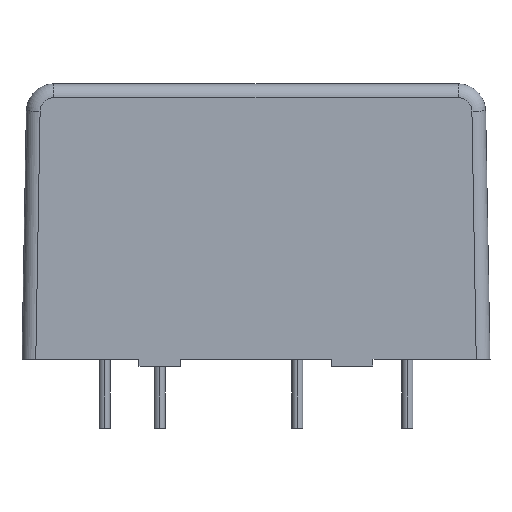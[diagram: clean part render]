
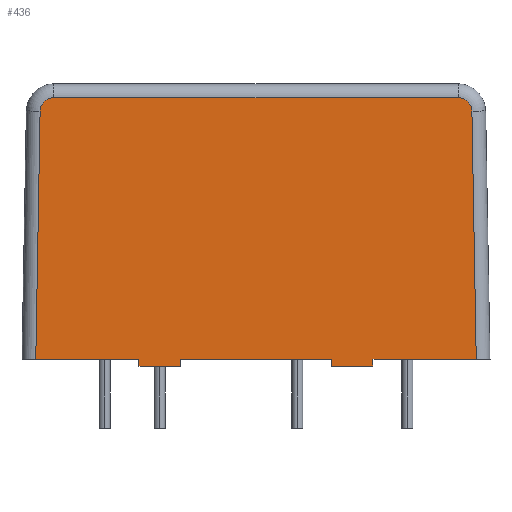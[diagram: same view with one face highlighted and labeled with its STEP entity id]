
A CAD part, top view. The second image highlights one B-rep face of the part: STEP entity #436.
In plain terms, the highlighted planar face has unit normal (0, 0, 1).
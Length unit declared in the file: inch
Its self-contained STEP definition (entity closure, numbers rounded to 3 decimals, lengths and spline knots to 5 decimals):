
#44 = DIRECTION ( 'NONE',  ( 0., 1., 0. ) ) ;
#109 = DIRECTION ( 'NONE',  ( 0., 1., 0. ) ) ;
#139 = DIRECTION ( 'NONE',  ( -1., 0., 0. ) ) ;
#140 = CARTESIAN_POINT ( 'NONE',  ( -0.425, -0.525, 0.403 ) ) ;
#151 = CARTESIAN_POINT ( 'NONE',  ( -0.275, -0.525, 0.403 ) ) ;
#159 = DIRECTION ( 'NONE',  ( 1., 0., 0. ) ) ;
#160 = CARTESIAN_POINT ( 'NONE',  ( -0.85, -0.5, 0.403 ) ) ;
#164 = DIRECTION ( 'NONE',  ( 0., 1., 0. ) ) ;
#165 = CARTESIAN_POINT ( 'NONE',  ( 0.425, -0.525, 0.403 ) ) ;
#177 = DIRECTION ( 'NONE',  ( 1., 0., 0. ) ) ;
#203 = CARTESIAN_POINT ( 'NONE',  ( -0.425, -0.525, 0.403 ) ) ;
#205 = DIRECTION ( 'NONE',  ( 0., 0., 1. ) ) ;
#206 = CARTESIAN_POINT ( 'NONE',  ( -0.73428, 0.4, 0.403 ) ) ;
#231 = DIRECTION ( 'NONE',  ( 0., 1., 0. ) ) ;
#301 = CARTESIAN_POINT ( 'NONE',  ( 0.275, -0.525, 0.403 ) ) ;
#302 = CARTESIAN_POINT ( 'NONE',  ( 0.78427, 0.40087, 0.403 ) ) ;
#304 = DIRECTION ( 'NONE',  ( -0.017, 1., 0. ) ) ;
#324 = CARTESIAN_POINT ( 'NONE',  ( -0.85, -0.5, 0.403 ) ) ;
#325 = DIRECTION ( 'NONE',  ( 1., 0., 0. ) ) ;
#436 = ADVANCED_FACE ( 'NONE', ( #969 ), #1357, .T. ) ;
#480 = ORIENTED_EDGE ( 'NONE', *, *, #2240, .T. ) ;
#488 = VERTEX_POINT ( 'NONE', #1114 ) ;
#495 = ORIENTED_EDGE ( 'NONE', *, *, #2178, .T. ) ;
#497 = VERTEX_POINT ( 'NONE', #1276 ) ;
#498 = VERTEX_POINT ( 'NONE', #1285 ) ;
#500 = EDGE_LOOP ( 'NONE', ( #761, #747, #1791, #1829, #535, #1800, #1840, #480, #1815, #1871, #1818, #495, #1869, #1812 ) ) ;
#514 = VERTEX_POINT ( 'NONE', #1191 ) ;
#519 = VERTEX_POINT ( 'NONE', #1187 ) ;
#531 = VERTEX_POINT ( 'NONE', #1321 ) ;
#535 = ORIENTED_EDGE ( 'NONE', *, *, #2242, .T. ) ;
#587 = VERTEX_POINT ( 'NONE', #1416 ) ;
#664 = VERTEX_POINT ( 'NONE', #1199 ) ;
#670 = VERTEX_POINT ( 'NONE', #1203 ) ;
#671 = VERTEX_POINT ( 'NONE', #1282 ) ;
#708 = VERTEX_POINT ( 'NONE', #1184 ) ;
#730 = VERTEX_POINT ( 'NONE', #1227 ) ;
#747 = ORIENTED_EDGE ( 'NONE', *, *, #2310, .F. ) ;
#756 = VERTEX_POINT ( 'NONE', #1137 ) ;
#761 = ORIENTED_EDGE ( 'NONE', *, *, #2280, .T. ) ;
#779 = VERTEX_POINT ( 'NONE', #1260 ) ;
#918 = LINE ( 'NONE', #302, #1526 ) ;
#921 = LINE ( 'NONE', #140, #1522 ) ;
#958 = LINE ( 'NONE', #1386, #1606 ) ;
#969 = FACE_OUTER_BOUND ( 'NONE', #500, .T. ) ;
#1015 = LINE ( 'NONE', #165, #1444 ) ;
#1019 = LINE ( 'NONE', #324, #1518 ) ;
#1035 = LINE ( 'NONE', #1215, #1674 ) ;
#1037 = LINE ( 'NONE', #160, #1499 ) ;
#1114 = CARTESIAN_POINT ( 'NONE',  ( 0.73428, 0.45, 0.403 ) ) ;
#1137 = CARTESIAN_POINT ( 'NONE',  ( -0.78427, 0.40087, 0.403 ) ) ;
#1153 = DIRECTION ( 'NONE',  ( 0., 0., 1. ) ) ;
#1184 = CARTESIAN_POINT ( 'NONE',  ( 0.425, -0.5, 0.403 ) ) ;
#1187 = CARTESIAN_POINT ( 'NONE',  ( -0.425, -0.5, 0.403 ) ) ;
#1191 = CARTESIAN_POINT ( 'NONE',  ( -0.275, -0.5, 0.403 ) ) ;
#1199 = CARTESIAN_POINT ( 'NONE',  ( 0.275, -0.525, 0.403 ) ) ;
#1203 = CARTESIAN_POINT ( 'NONE',  ( 0.78427, 0.40087, 0.403 ) ) ;
#1215 = CARTESIAN_POINT ( 'NONE',  ( -0.73428, 0.45, 0.403 ) ) ;
#1219 = DIRECTION ( 'NONE',  ( -1., 0., 0. ) ) ;
#1227 = CARTESIAN_POINT ( 'NONE',  ( 0.425, -0.525, 0.403 ) ) ;
#1259 = DIRECTION ( 'NONE',  ( 1., 0., 0. ) ) ;
#1260 = CARTESIAN_POINT ( 'NONE',  ( 0.79999, -0.5, 0.403 ) ) ;
#1276 = CARTESIAN_POINT ( 'NONE',  ( 0.275, -0.5, 0.403 ) ) ;
#1282 = CARTESIAN_POINT ( 'NONE',  ( -0.73428, 0.45, 0.403 ) ) ;
#1285 = CARTESIAN_POINT ( 'NONE',  ( -0.425, -0.525, 0.403 ) ) ;
#1321 = CARTESIAN_POINT ( 'NONE',  ( -0.79999, -0.5, 0.403 ) ) ;
#1357 = PLANE ( 'NONE',  #1672 ) ;
#1386 = CARTESIAN_POINT ( 'NONE',  ( -0.85, -0.5, 0.403 ) ) ;
#1387 = DIRECTION ( 'NONE',  ( 1., 0., 0. ) ) ;
#1406 = CARTESIAN_POINT ( 'NONE',  ( -0.85, -0.5, 0.403 ) ) ;
#1416 = CARTESIAN_POINT ( 'NONE',  ( -0.275, -0.525, 0.403 ) ) ;
#1444 = VECTOR ( 'NONE', #164, 39.37008 ) ;
#1455 = VECTOR ( 'NONE', #1581, 39.37008 ) ;
#1476 = VECTOR ( 'NONE', #109, 39.37008 ) ;
#1486 = AXIS2_PLACEMENT_3D ( 'NONE', #1591, #1590, #1589 ) ;
#1493 = CIRCLE ( 'NONE', #1486, 0.05 ) ;
#1499 = VECTOR ( 'NONE', #159, 39.37008 ) ;
#1516 = VECTOR ( 'NONE', #231, 39.37008 ) ;
#1518 = VECTOR ( 'NONE', #325, 39.37008 ) ;
#1521 = VECTOR ( 'NONE', #44, 39.37008 ) ;
#1522 = VECTOR ( 'NONE', #139, 39.37008 ) ;
#1526 = VECTOR ( 'NONE', #304, 39.37008 ) ;
#1541 = VECTOR ( 'NONE', #1583, 39.37008 ) ;
#1581 = DIRECTION ( 'NONE',  ( -1., 0., 0. ) ) ;
#1582 = CARTESIAN_POINT ( 'NONE',  ( 0.425, -0.525, 0.403 ) ) ;
#1583 = DIRECTION ( 'NONE',  ( -0.017, -1., 0. ) ) ;
#1584 = CARTESIAN_POINT ( 'NONE',  ( -0.80001, -0.50087, 0.403 ) ) ;
#1589 = DIRECTION ( 'NONE',  ( 1., 0., 0. ) ) ;
#1590 = DIRECTION ( 'NONE',  ( 0., 0., 1. ) ) ;
#1591 = CARTESIAN_POINT ( 'NONE',  ( 0.73428, 0.4, 0.403 ) ) ;
#1606 = VECTOR ( 'NONE', #1387, 39.37008 ) ;
#1624 = CIRCLE ( 'NONE', #1634, 0.05 ) ;
#1634 = AXIS2_PLACEMENT_3D ( 'NONE', #206, #205, #177 ) ;
#1672 = AXIS2_PLACEMENT_3D ( 'NONE', #1406, #1153, #1259 ) ;
#1674 = VECTOR ( 'NONE', #1219, 39.37008 ) ;
#1791 = ORIENTED_EDGE ( 'NONE', *, *, #2237, .F. ) ;
#1800 = ORIENTED_EDGE ( 'NONE', *, *, #2312, .F. ) ;
#1812 = ORIENTED_EDGE ( 'NONE', *, *, #2325, .T. ) ;
#1815 = ORIENTED_EDGE ( 'NONE', *, *, #2213, .T. ) ;
#1818 = ORIENTED_EDGE ( 'NONE', *, *, #2323, .T. ) ;
#1829 = ORIENTED_EDGE ( 'NONE', *, *, #2300, .T. ) ;
#1840 = ORIENTED_EDGE ( 'NONE', *, *, #2326, .F. ) ;
#1869 = ORIENTED_EDGE ( 'NONE', *, *, #2223, .T. ) ;
#1871 = ORIENTED_EDGE ( 'NONE', *, *, #2272, .T. ) ;
#2159 = LINE ( 'NONE', #1582, #1455 ) ;
#2160 = LINE ( 'NONE', #1584, #1541 ) ;
#2165 = LINE ( 'NONE', #301, #1521 ) ;
#2166 = LINE ( 'NONE', #203, #1516 ) ;
#2175 = LINE ( 'NONE', #151, #1476 ) ;
#2178 = EDGE_CURVE ( 'NONE', #488, #671, #1035, .T. ) ;
#2213 = EDGE_CURVE ( 'NONE', #708, #779, #958, .T. ) ;
#2223 = EDGE_CURVE ( 'NONE', #671, #756, #1624, .T. ) ;
#2237 = EDGE_CURVE ( 'NONE', #587, #498, #921, .T. ) ;
#2240 = EDGE_CURVE ( 'NONE', #730, #708, #1015, .T. ) ;
#2242 = EDGE_CURVE ( 'NONE', #514, #497, #1037, .T. ) ;
#2272 = EDGE_CURVE ( 'NONE', #779, #670, #918, .T. ) ;
#2280 = EDGE_CURVE ( 'NONE', #531, #519, #1019, .T. ) ;
#2300 = EDGE_CURVE ( 'NONE', #587, #514, #2175, .T. ) ;
#2310 = EDGE_CURVE ( 'NONE', #498, #519, #2166, .T. ) ;
#2312 = EDGE_CURVE ( 'NONE', #664, #497, #2165, .T. ) ;
#2323 = EDGE_CURVE ( 'NONE', #670, #488, #1493, .T. ) ;
#2325 = EDGE_CURVE ( 'NONE', #756, #531, #2160, .T. ) ;
#2326 = EDGE_CURVE ( 'NONE', #730, #664, #2159, .T. ) ;
